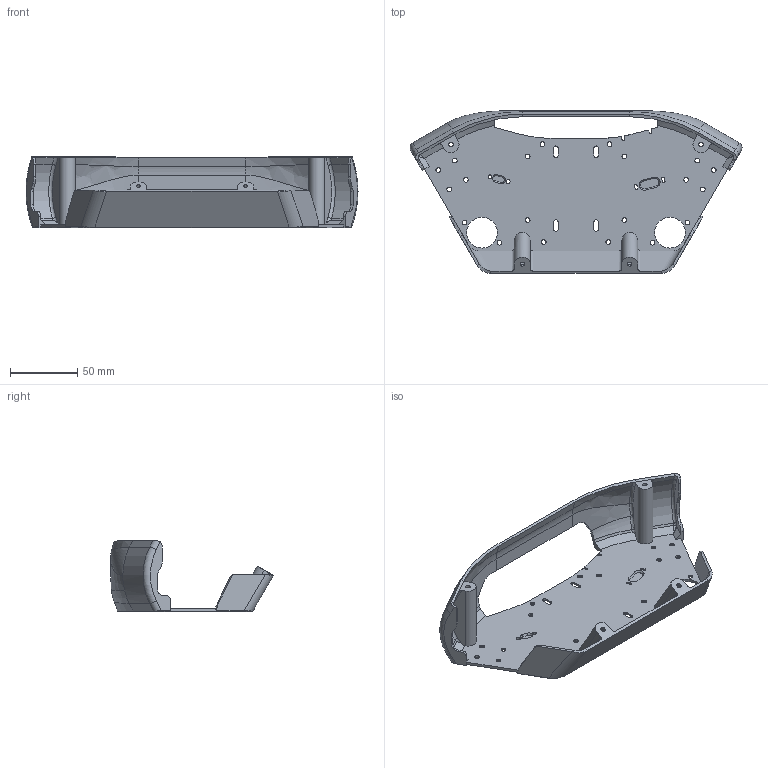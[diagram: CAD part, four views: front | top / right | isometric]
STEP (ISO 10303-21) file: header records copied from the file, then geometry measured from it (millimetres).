
FILE_DESCRIPTION(('STEP AP203'), '1');
FILE_NAME('ﾄ濵', '2025-01-14T17:46:38', ('NewTToNN'), (''), 'C3D Converter', 'C3D Toolkit', '');
FILE_SCHEMA(('CONFIG_CONTROL_DESIGN'));
Length unit declared in the file: millimetre
Bounding box: 247.32 x 121.32 x 53.1 mm (x, y, z)
Volume: 88049.8 mm3; surface area: 78841.3 mm2
Topology: 1 solids, 1 shells, 325 faces, 825 edges, 504 vertices
Faces by surface type: plane 120, cylinder 103, bspline 52, cone 44, torus 6
Full cylindrical faces by diameter (mm): 2.9 x2, 3.4 x4, 3.5 x20, 5.8 x4, 7.5 x2, 8 x2, 23 x2
Entity records: 15656 total; most frequent: CARTESIAN_POINT 8247, ORIENTED_EDGE 1522, DIRECTION 1389, EDGE_CURVE 761, VERTEX_POINT 504, AXIS2_PLACEMENT_3D 498, EDGE_LOOP 461, LINE 393
